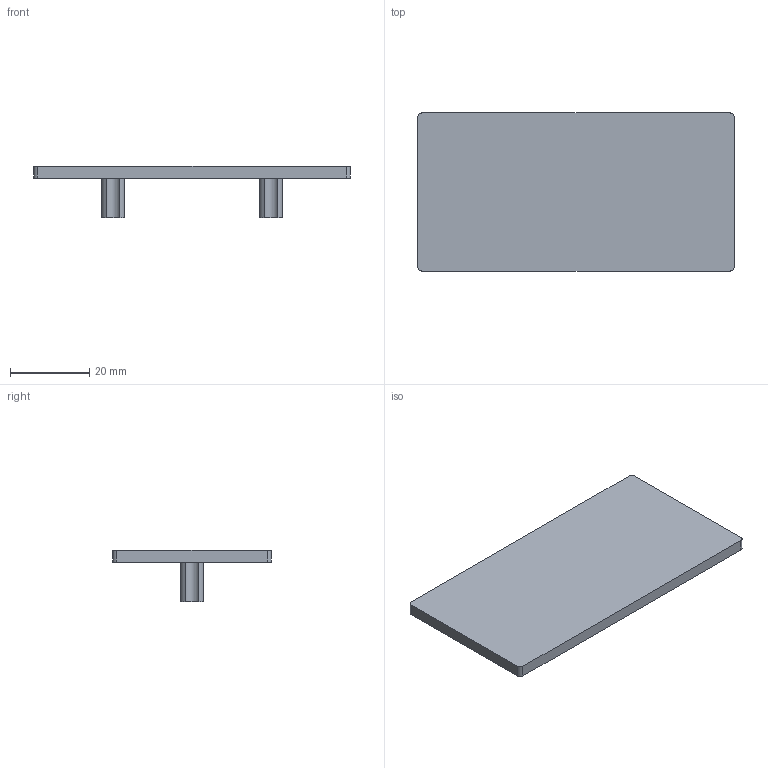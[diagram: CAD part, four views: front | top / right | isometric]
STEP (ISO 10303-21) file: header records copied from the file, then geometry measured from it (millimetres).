
FILE_DESCRIPTION(('STEP AP203'),'2;1');
FILE_NAME('18.005.00.stp','2011-02-14T08:52:17',(''),(''),'2009.3.110','THINKDESIGN','');
FILE_SCHEMA(('CONFIG_CONTROL_DESIGN'));
Length unit declared in the file: millimetre
Bounding box: 80 x 40 x 13 mm (x, y, z)
Volume: 9979.2 mm3; surface area: 7605.7 mm2
Topology: 1 solids, 1 shells, 30 faces, 78 edges, 52 vertices
Faces by surface type: cylinder 22, plane 8
Entity records: 1039 total; most frequent: DIRECTION 182, CARTESIAN_POINT 160, ORIENTED_EDGE 156, EDGE_CURVE 78, AXIS2_PLACEMENT_3D 74, VERTEX_POINT 52, CIRCLE 44, VECTOR 34
